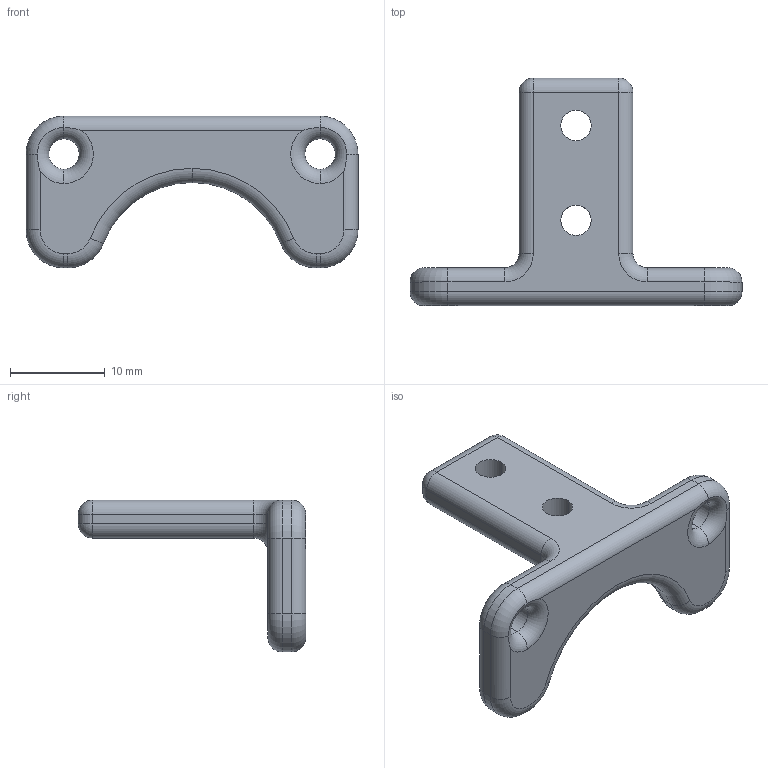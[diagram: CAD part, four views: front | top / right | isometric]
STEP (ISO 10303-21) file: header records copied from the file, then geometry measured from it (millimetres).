
FILE_DESCRIPTION (( 'STEP AP214' ), '1' );
FILE_NAME ('cableStrainRelief.STEP', '2025-05-16T22:43:27', ( '' ), ( '' ), 'SwSTEP 2.0', 'SolidWorks 2024', '' );
FILE_SCHEMA (( 'AUTOMOTIVE_DESIGN' ));
Length unit declared in the file: millimetre
Products named in the file (1): cableStrainRelief
Bounding box: 35 x 24 x 16 mm (x, y, z)
Volume: 2309.2 mm3; surface area: 1739.8 mm2
Topology: 1 solids, 1 shells, 77 faces, 183 edges, 102 vertices
Faces by surface type: cylinder 37, torus 24, plane 12, sphere 4
Entity records: 3093 total; most frequent: DIRECTION 441, CARTESIAN_POINT 387, ORIENTED_EDGE 358, AXIS2_PLACEMENT_3D 188, EDGE_CURVE 179, CIRCLE 110, VERTEX_POINT 102, EDGE_LOOP 83
